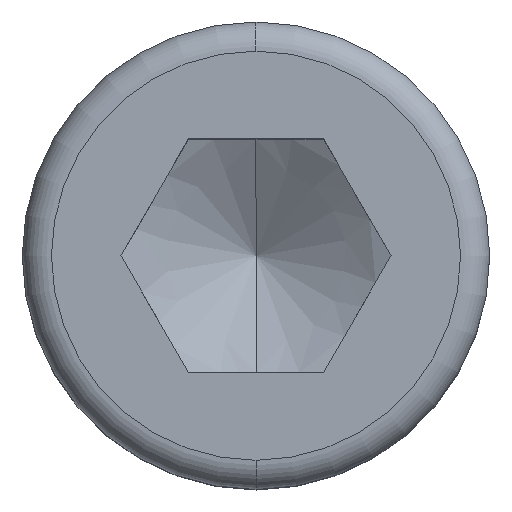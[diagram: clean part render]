
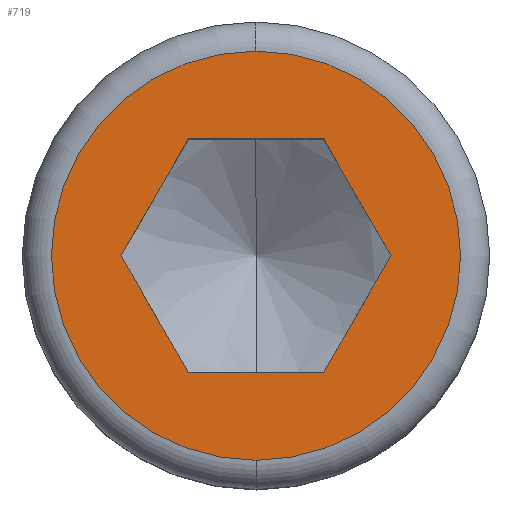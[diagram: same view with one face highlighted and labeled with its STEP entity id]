
A CAD part, top view. The second image highlights one B-rep face of the part: STEP entity #719.
In plain terms, the highlighted planar face has unit normal (0, 0, 1).
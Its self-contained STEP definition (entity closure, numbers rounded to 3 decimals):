
#719=ADVANCED_FACE('',(#2029,#2030),#2031,.T.);
#783=EDGE_CURVE('',#1609,#797,#2106,.T.);
#797=VERTEX_POINT('',#2122);
#871=VERTEX_POINT('',#2205);
#945=VERTEX_POINT('',#2293);
#1033=EDGE_CURVE('',#945,#1153,#2394,.T.);
#1109=EDGE_CURVE('',#871,#1317,#2480,.T.);
#1153=VERTEX_POINT('',#2528);
#1189=EDGE_CURVE('',#1153,#1821,#2568,.T.);
#1201=EDGE_CURVE('',#1419,#1609,#2581,.T.);
#1317=VERTEX_POINT('',#2708);
#1419=VERTEX_POINT('',#2819);
#1459=EDGE_CURVE('',#797,#945,#2862,.T.);
#1549=EDGE_CURVE('',#1821,#1419,#2959,.T.);
#1609=VERTEX_POINT('',#3030);
#1821=VERTEX_POINT('',#3283);
#1869=EDGE_CURVE('',#1317,#871,#3337,.T.);
#2029=FACE_BOUND('',#3521,.T.);
#2030=FACE_OUTER_BOUND('',#3522,.T.);
#2031=PLANE('',#3523);
#2106=LINE('',#3625,#3626);
#2122=CARTESIAN_POINT('',(-4.62,0.,10.));
#2205=CARTESIAN_POINT('',(0.,-7.,10.));
#2293=CARTESIAN_POINT('',(-2.31,4.001,10.));
#2394=LINE('',#4008,#4009);
#2480=CIRCLE('',#4138,7.0);
#2528=CARTESIAN_POINT('',(2.31,4.001,10.));
#2568=LINE('',#4275,#4276);
#2581=LINE('',#4294,#4295);
#2708=CARTESIAN_POINT('',(0.,7.,10.));
#2819=CARTESIAN_POINT('',(2.31,-4.001,10.));
#2862=LINE('',#4720,#4721);
#2959=LINE('',#4859,#4860);
#3030=CARTESIAN_POINT('',(-2.31,-4.001,10.));
#3283=CARTESIAN_POINT('',(4.62,0.,10.));
#3337=CIRCLE('',#5386,7.0);
#3521=EDGE_LOOP('',(#5591,#5592,#5593,#5594,#5595,#5596));
#3522=EDGE_LOOP('',(#5597,#5598));
#3523=AXIS2_PLACEMENT_3D('',#5599,#5600,#5601);
#3625=CARTESIAN_POINT('',(-4.043,-1.,10.));
#3626=VECTOR('',#5704,1.0);
#4008=CARTESIAN_POINT('',(1.155,4.001,10.));
#4009=VECTOR('',#6111,1.0);
#4138=AXIS2_PLACEMENT_3D('',#6214,#6215,#6216);
#4275=CARTESIAN_POINT('',(4.043,1.,10.));
#4276=VECTOR('',#6303,1.0);
#4294=CARTESIAN_POINT('',(-1.155,-4.001,10.));
#4295=VECTOR('',#6318,1.0);
#4720=CARTESIAN_POINT('',(-2.888,3.001,10.));
#4721=VECTOR('',#6583,1.0);
#4859=CARTESIAN_POINT('',(2.888,-3.001,10.));
#4860=VECTOR('',#6669,1.0);
#5386=AXIS2_PLACEMENT_3D('',#7203,#7204,#7205);
#5591=ORIENTED_EDGE('',*,*,#783,.T.);
#5592=ORIENTED_EDGE('',*,*,#1459,.T.);
#5593=ORIENTED_EDGE('',*,*,#1033,.T.);
#5594=ORIENTED_EDGE('',*,*,#1189,.T.);
#5595=ORIENTED_EDGE('',*,*,#1549,.T.);
#5596=ORIENTED_EDGE('',*,*,#1201,.T.);
#5597=ORIENTED_EDGE('',*,*,#1109,.T.);
#5598=ORIENTED_EDGE('',*,*,#1869,.T.);
#5599=CARTESIAN_POINT('',(0.,-6.31,10.));
#5600=DIRECTION('',(0.0,0.0,1.0));
#5601=DIRECTION('',(0.,-1.0,0.0));
#5704=DIRECTION('',(-0.5,0.866,0.0));
#6111=DIRECTION('',(1.0,0.0,0.0));
#6214=CARTESIAN_POINT('',(0.,0.,10.));
#6215=DIRECTION('',(0.0,0.0,1.0));
#6216=DIRECTION('',(-1.0,0.0,0.0));
#6303=DIRECTION('',(0.5,-0.866,0.0));
#6318=DIRECTION('',(-1.0,0.0,0.0));
#6583=DIRECTION('',(0.5,0.866,0.0));
#6669=DIRECTION('',(-0.5,-0.866,0.0));
#7203=CARTESIAN_POINT('',(0.,0.,10.));
#7204=DIRECTION('',(0.0,0.0,1.0));
#7205=DIRECTION('',(-1.0,0.0,0.0));
